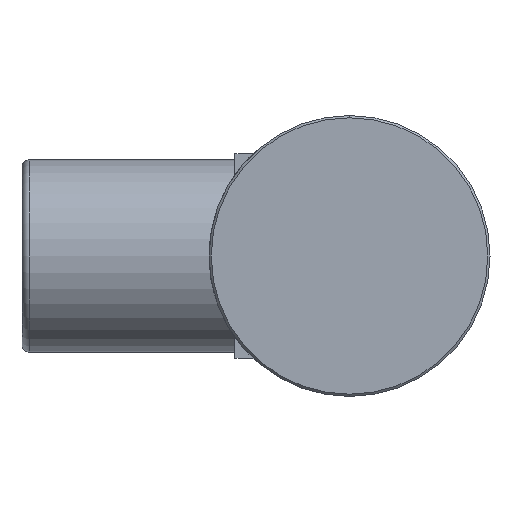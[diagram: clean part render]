
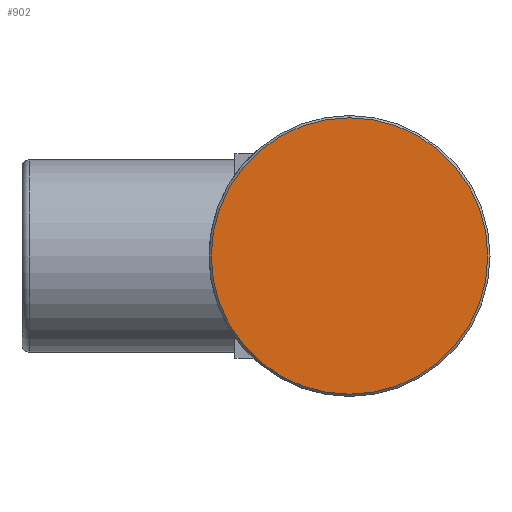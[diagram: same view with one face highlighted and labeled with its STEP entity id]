
A CAD part, left-side view. The second image highlights one B-rep face of the part: STEP entity #902.
In plain terms, the highlighted planar face has unit normal (-1, 0, 0).
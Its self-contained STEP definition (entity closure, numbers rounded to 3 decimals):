
#79 = VERTEX_POINT ( 'NONE', #859 ) ;
#85 = EDGE_LOOP ( 'NONE', ( #200, #608 ) ) ;
#194 = CARTESIAN_POINT ( 'NONE',  ( 0., 0., 0. ) ) ;
#200 = ORIENTED_EDGE ( 'NONE', *, *, #380, .T. ) ;
#259 = AXIS2_PLACEMENT_3D ( 'NONE', #446, #547, #866 ) ;
#317 = CARTESIAN_POINT ( 'NONE',  ( 0., 0., -18.7 ) ) ;
#337 = AXIS2_PLACEMENT_3D ( 'NONE', #418, #1080, #520 ) ;
#380 = EDGE_CURVE ( 'NONE', #498, #79, #1238, .T. ) ;
#418 = CARTESIAN_POINT ( 'NONE',  ( 0., 0., 0. ) ) ;
#446 = CARTESIAN_POINT ( 'NONE',  ( 0., 0., 0. ) ) ;
#475 = FACE_OUTER_BOUND ( 'NONE', #85, .T. ) ;
#490 = DIRECTION ( 'NONE',  ( -1., 0., 0. ) ) ;
#498 = VERTEX_POINT ( 'NONE', #317 ) ;
#520 = DIRECTION ( 'NONE',  ( 0., 0., -1. ) ) ;
#547 = DIRECTION ( 'NONE',  ( -1., 0., 0. ) ) ;
#608 = ORIENTED_EDGE ( 'NONE', *, *, #774, .T. ) ;
#774 = EDGE_CURVE ( 'NONE', #79, #498, #843, .T. ) ;
#843 = CIRCLE ( 'NONE', #259, 18.7 ) ;
#859 = CARTESIAN_POINT ( 'NONE',  ( 0., 0., 18.7 ) ) ;
#866 = DIRECTION ( 'NONE',  ( 0., 0., 1. ) ) ;
#891 = DIRECTION ( 'NONE',  ( 0., 0., 1. ) ) ;
#902 = ADVANCED_FACE ( 'NONE', ( #475 ), #1090, .F. ) ;
#928 = AXIS2_PLACEMENT_3D ( 'NONE', #194, #490, #891 ) ;
#1080 = DIRECTION ( 'NONE',  ( 1., 0., 0. ) ) ;
#1090 = PLANE ( 'NONE',  #337 ) ;
#1238 = CIRCLE ( 'NONE', #928, 18.7 ) ;
